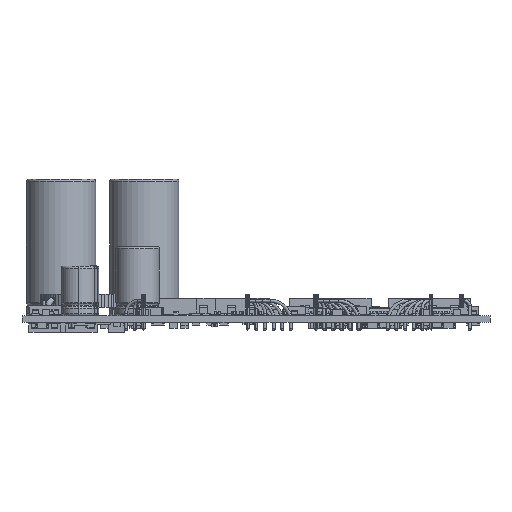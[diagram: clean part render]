
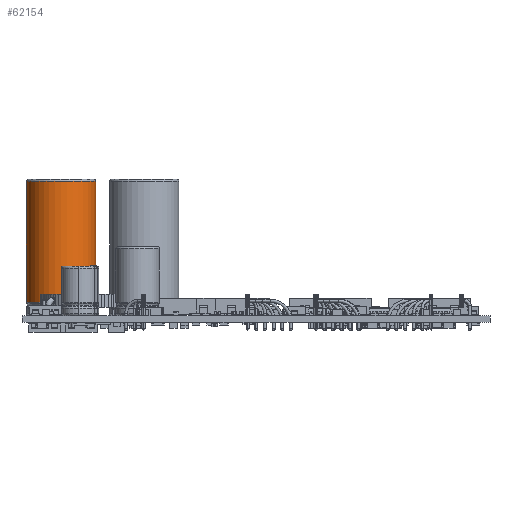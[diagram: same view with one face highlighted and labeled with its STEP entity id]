
A CAD part, front view. The second image highlights one B-rep face of the part: STEP entity #62154.
In plain terms, the highlighted cylindrical face has radius 8 mm (diameter 16 mm), a partial arc.
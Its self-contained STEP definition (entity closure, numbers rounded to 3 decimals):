
#62058 = VERTEX_POINT('',#62059);
#62059 = CARTESIAN_POINT('',(0.,31.,8.));
#62103 = VERTEX_POINT('',#62104);
#62104 = CARTESIAN_POINT('',(0.,31.,-8.));
#62111 = EDGE_CURVE('',#62058,#62103,#62112,.T.);
#62112 = CIRCLE('',#62113,8.);
#62113 = AXIS2_PLACEMENT_3D('',#62114,#62115,#62116);
#62114 = CARTESIAN_POINT('',(0.,31.,0.));
#62115 = DIRECTION('',(0.,-1.,0.));
#62116 = DIRECTION('',(0.,0.,-1.));
#62127 = EDGE_CURVE('',#62058,#62128,#62130,.T.);
#62128 = VERTEX_POINT('',#62129);
#62129 = CARTESIAN_POINT('',(0.,3.094,8.));
#62130 = LINE('',#62131,#62132);
#62131 = CARTESIAN_POINT('',(0.,0.,8.));
#62132 = VECTOR('',#62133,1.);
#62133 = DIRECTION('',(0.,-1.,0.));
#62154 = ADVANCED_FACE('',(#62155),#62174,.T.);
#62155 = FACE_BOUND('',#62156,.T.);
#62156 = EDGE_LOOP('',(#62157,#62158,#62159,#62167));
#62157 = ORIENTED_EDGE('',*,*,#62127,.F.);
#62158 = ORIENTED_EDGE('',*,*,#62111,.T.);
#62159 = ORIENTED_EDGE('',*,*,#62160,.T.);
#62160 = EDGE_CURVE('',#62103,#62161,#62163,.T.);
#62161 = VERTEX_POINT('',#62162);
#62162 = CARTESIAN_POINT('',(0.,3.094,-8.));
#62163 = LINE('',#62164,#62165);
#62164 = CARTESIAN_POINT('',(0.,0.,-8.));
#62165 = VECTOR('',#62166,1.);
#62166 = DIRECTION('',(0.,-1.,0.));
#62167 = ORIENTED_EDGE('',*,*,#62168,.F.);
#62168 = EDGE_CURVE('',#62128,#62161,#62169,.T.);
#62169 = CIRCLE('',#62170,8.);
#62170 = AXIS2_PLACEMENT_3D('',#62171,#62172,#62173);
#62171 = CARTESIAN_POINT('',(0.,3.094,0.));
#62172 = DIRECTION('',(0.,-1.,0.));
#62173 = DIRECTION('',(0.,0.,-1.));
#62174 = CYLINDRICAL_SURFACE('',#62175,8.);
#62175 = AXIS2_PLACEMENT_3D('',#62176,#62177,#62178);
#62176 = CARTESIAN_POINT('',(0.,0.,0.));
#62177 = DIRECTION('',(0.,-1.,0.));
#62178 = DIRECTION('',(0.,0.,-1.));
